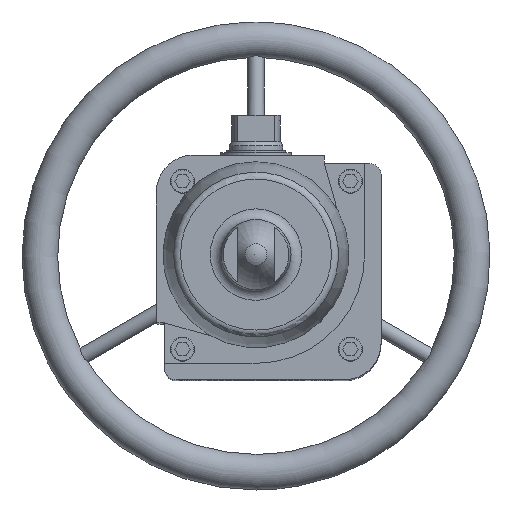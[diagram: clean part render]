
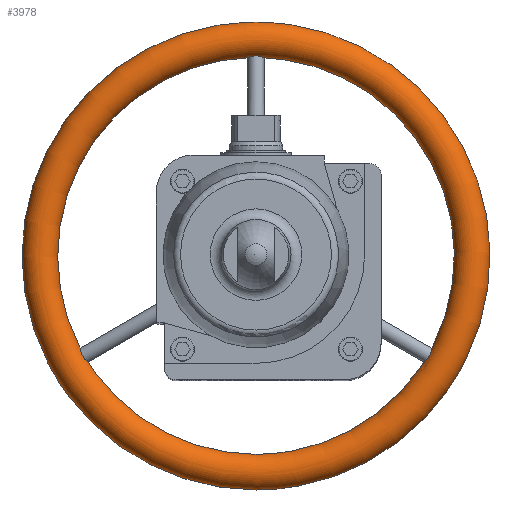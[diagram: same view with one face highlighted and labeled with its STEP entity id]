
A CAD part, top view. The second image highlights one B-rep face of the part: STEP entity #3978.
In plain terms, the highlighted toroidal (fillet/blend) face has major radius 161.65 mm and minor radius 13.35 mm.
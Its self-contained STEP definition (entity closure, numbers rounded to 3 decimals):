
#49=TOROIDAL_SURFACE('',#4327,161.65,13.35);
#103=B_SPLINE_CURVE_WITH_KNOTS('',3,(#6294,#6295,#6296,#6297,#6298,#6299,
#6300,#6301,#6302,#6303,#6304,#6305,#6306,#6307,#6308,#6309,#6310,#6311,
#6312),.UNSPECIFIED.,.T.,.F.,(1,1,1,1,1,1,1,1,1,1,1,1,1,1,1,1,1,1,1,1,1,
1,1),(-0.007,-0.005,-0.002,0.,
0.002,0.005,0.007,0.01,
0.012,0.014,0.017,0.019,
0.022,0.024,0.026,0.029,
0.031,0.034,0.036,0.039,
0.041,0.043,0.046),.UNSPECIFIED.);
#104=B_SPLINE_CURVE_WITH_KNOTS('',3,(#6315,#6316,#6317,#6318,#6319,#6320,
#6321,#6322,#6323,#6324,#6325,#6326,#6327,#6328,#6329,#6330,#6331,#6332,
#6333),.UNSPECIFIED.,.T.,.F.,(1,1,1,1,1,1,1,1,1,1,1,1,1,1,1,1,1,1,1,1,1,
1,1),(-0.007,-0.005,-0.002,0.,
0.002,0.005,0.007,0.01,
0.012,0.014,0.017,0.019,
0.022,0.024,0.027,0.029,
0.031,0.034,0.036,0.039,
0.041,0.043,0.046),.UNSPECIFIED.);
#105=B_SPLINE_CURVE_WITH_KNOTS('',3,(#6336,#6337,#6338,#6339,#6340,#6341,
#6342,#6343,#6344,#6345,#6346,#6347,#6348,#6349,#6350,#6351,#6352,#6353),
 .UNSPECIFIED.,.T.,.F.,(1,1,1,1,1,1,1,1,1,1,1,1,1,1,1,1,1,1,1,1,1,1),(-0.007,
-0.005,-0.002,0.,0.002,0.005,
0.007,0.01,0.012,0.014,
0.019,0.022,0.024,0.027,
0.029,0.031,0.034,0.036,
0.039,0.041,0.043,0.046),
 .UNSPECIFIED.);
#1210=ORIENTED_EDGE('',*,*,#2173,.F.);
#1211=ORIENTED_EDGE('',*,*,#2172,.F.);
#1212=ORIENTED_EDGE('',*,*,#2171,.F.);
#2171=EDGE_CURVE('',#2666,#2666,#103,.T.);
#2172=EDGE_CURVE('',#2667,#2667,#104,.T.);
#2173=EDGE_CURVE('',#2668,#2668,#105,.T.);
#2666=VERTEX_POINT('',#6313);
#2667=VERTEX_POINT('',#6334);
#2668=VERTEX_POINT('',#6354);
#3198=EDGE_LOOP('',(#1210));
#3199=EDGE_LOOP('',(#1211));
#3200=EDGE_LOOP('',(#1212));
#3572=FACE_BOUND('',#3198,.T.);
#3573=FACE_BOUND('',#3199,.T.);
#3574=FACE_BOUND('',#3200,.T.);
#3978=ADVANCED_FACE('',(#3572,#3573,#3574),#49,.T.);
#4327=AXIS2_PLACEMENT_3D('',#6355,#4964,#4965);
#4964=DIRECTION('',(0.,0.,-1.));
#4965=DIRECTION('',(-1.,0.,0.));
#6294=CARTESIAN_POINT('',(-5.896,148.246,-329.86));
#6295=CARTESIAN_POINT('',(-6.123,148.11,-332.344));
#6296=CARTESIAN_POINT('',(-5.424,148.466,-334.682));
#6297=CARTESIAN_POINT('',(-4.024,149.117,-336.594));
#6298=CARTESIAN_POINT('',(-2.058,149.788,-337.916));
#6299=CARTESIAN_POINT('',(0.399,150.042,-338.328));
#6300=CARTESIAN_POINT('',(2.754,149.591,-337.568));
#6301=CARTESIAN_POINT('',(4.538,148.891,-336.036));
#6302=CARTESIAN_POINT('',(5.734,148.308,-333.969));
#6303=CARTESIAN_POINT('',(6.16,148.096,-331.547));
#6304=CARTESIAN_POINT('',(5.617,148.387,-329.14));
#6305=CARTESIAN_POINT('',(4.16,149.001,-327.22));
#6306=CARTESIAN_POINT('',(2.056,149.565,-326.043));
#6307=CARTESIAN_POINT('',(-0.394,149.743,-325.729));
#6308=CARTESIAN_POINT('',(-2.776,149.414,-326.328));
#6309=CARTESIAN_POINT('',(-4.702,148.795,-327.754));
#6310=CARTESIAN_POINT('',(-5.896,148.246,-329.86));
#6311=CARTESIAN_POINT('',(-6.123,148.11,-332.344));
#6312=CARTESIAN_POINT('',(-5.424,148.466,-334.682));
#6313=CARTESIAN_POINT('',(-5.969,148.192,-332.319));
#6315=CARTESIAN_POINT('',(-127.197,-77.99,-336.672));
#6316=CARTESIAN_POINT('',(-128.78,-76.584,-337.969));
#6317=CARTESIAN_POINT('',(-130.204,-74.546,-338.314));
#6318=CARTESIAN_POINT('',(-130.951,-72.295,-337.5));
#6319=CARTESIAN_POINT('',(-131.221,-70.427,-335.936));
#6320=CARTESIAN_POINT('',(-131.308,-69.137,-333.843));
#6321=CARTESIAN_POINT('',(-131.336,-68.718,-331.413));
#6322=CARTESIAN_POINT('',(-131.311,-69.392,-329.022));
#6323=CARTESIAN_POINT('',(-131.101,-70.995,-327.143));
#6324=CARTESIAN_POINT('',(-130.514,-73.114,-326.006));
#6325=CARTESIAN_POINT('',(-129.416,-75.321,-325.738));
#6326=CARTESIAN_POINT('',(-127.929,-77.194,-326.382));
#6327=CARTESIAN_POINT('',(-126.443,-78.521,-327.843));
#6328=CARTESIAN_POINT('',(-125.406,-79.249,-329.972));
#6329=CARTESIAN_POINT('',(-125.217,-79.35,-332.456));
#6330=CARTESIAN_POINT('',(-125.915,-78.896,-334.789));
#6331=CARTESIAN_POINT('',(-127.197,-77.99,-336.672));
#6332=CARTESIAN_POINT('',(-128.78,-76.584,-337.969));
#6333=CARTESIAN_POINT('',(-130.204,-74.546,-338.314));
#6334=CARTESIAN_POINT('',(-128.754,-76.479,-337.81));
#6336=CARTESIAN_POINT('',(127.434,-77.805,-336.921));
#6337=CARTESIAN_POINT('',(126.079,-78.788,-335.107));
#6338=CARTESIAN_POINT('',(125.274,-79.312,-332.836));
#6339=CARTESIAN_POINT('',(125.312,-79.306,-330.359));
#6340=CARTESIAN_POINT('',(126.235,-78.678,-328.142));
#6341=CARTESIAN_POINT('',(127.683,-77.443,-326.562));
#6342=CARTESIAN_POINT('',(129.198,-75.648,-325.781));
#6343=CARTESIAN_POINT('',(130.771,-72.743,-325.94));
#6344=CARTESIAN_POINT('',(131.284,-69.884,-327.892));
#6345=CARTESIAN_POINT('',(131.337,-68.751,-331.005));
#6346=CARTESIAN_POINT('',(131.315,-69.005,-333.48));
#6347=CARTESIAN_POINT('',(131.243,-70.183,-335.645));
#6348=CARTESIAN_POINT('',(131.012,-71.976,-337.297));
#6349=CARTESIAN_POINT('',(130.371,-74.183,-338.256));
#6350=CARTESIAN_POINT('',(129.026,-76.313,-338.096));
#6351=CARTESIAN_POINT('',(127.434,-77.805,-336.921));
#6352=CARTESIAN_POINT('',(126.079,-78.788,-335.107));
#6353=CARTESIAN_POINT('',(125.274,-79.312,-332.836));
#6354=CARTESIAN_POINT('',(126.17,-78.711,-335.031));
#6355=CARTESIAN_POINT('',(0.,0.,-331.75));
